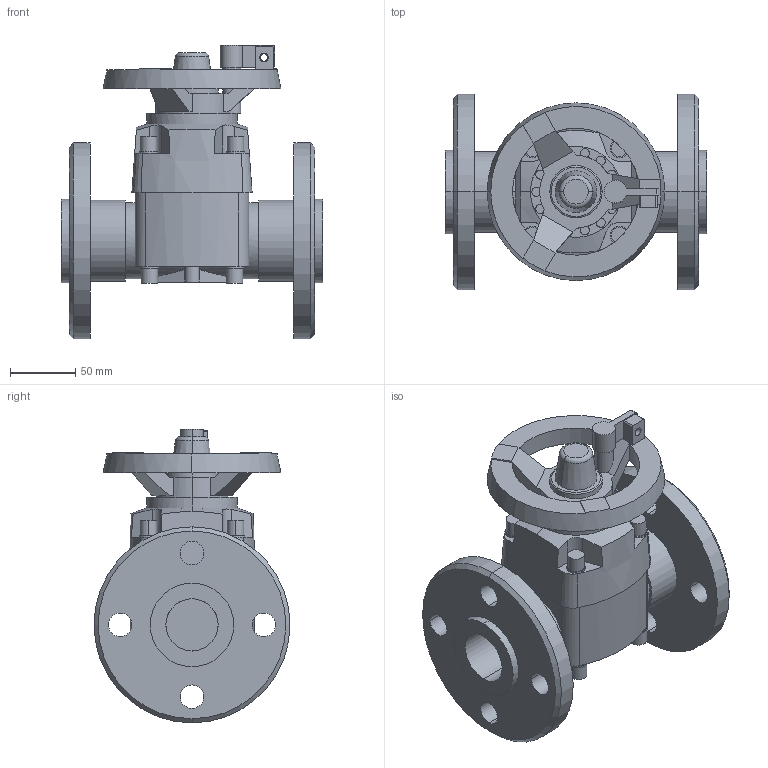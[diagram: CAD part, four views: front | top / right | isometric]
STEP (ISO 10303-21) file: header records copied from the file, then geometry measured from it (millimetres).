
FILE_DESCRIPTION(('STEP AP214'),'1');
FILE_NAME('cctmp_D951FA09-9770-485B-ACFB-DBE09A1D6B9D_2018_11_21_10_7_44_131..stp','2018-11-21T09:07:44',('Praher Valves GmbH'),('CADClick - www.CADClick.com'),'Spatial InterOp 3D',' ','unknown authorization');
FILE_SCHEMA(('AUTOMOTIVE_DESIGN'));
Length unit declared in the file: millimetre
Products named in the file (1): 120255
Bounding box: 200 x 150 x 224.83 mm (x, y, z)
Volume: 1680470.4 mm3; surface area: 236461.3 mm2
Topology: 1 solids, 4 shells, 319 faces, 811 edges, 522 vertices
Faces by surface type: cylinder 154, plane 145, cone 16, torus 4
Entity records: 12702 total; most frequent: CARTESIAN_POINT 2047, DIRECTION 1854, ORIENTED_EDGE 1622, EDGE_CURVE 811, AXIS2_PLACEMENT_3D 763, VERTEX_POINT 522, CIRCLE 427, EDGE_LOOP 371
